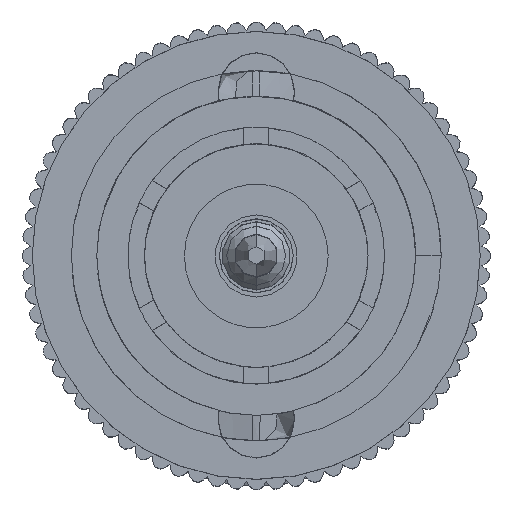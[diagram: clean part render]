
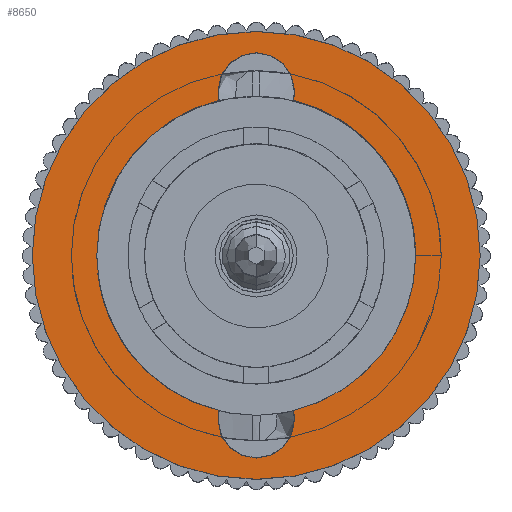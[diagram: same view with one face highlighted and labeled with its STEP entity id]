
A CAD part, top view. The second image highlights one B-rep face of the part: STEP entity #8650.
In plain terms, the highlighted planar face has unit normal (0, 0, 1).
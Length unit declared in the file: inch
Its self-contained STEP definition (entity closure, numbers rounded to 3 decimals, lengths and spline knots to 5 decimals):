
#54 = VERTEX_POINT ( 'NONE', #4216 ) ;
#107 = DIRECTION ( 'NONE',  ( 1., 0., 0. ) ) ;
#157 = DIRECTION ( 'NONE',  ( 1., 0., 0. ) ) ;
#210 = EDGE_CURVE ( 'NONE', #745, #5636, #2736, .T. ) ;
#293 = CARTESIAN_POINT ( 'NONE',  ( 0., -0.2, 0. ) ) ;
#556 = DIRECTION ( 'NONE',  ( 0., 0., 1. ) ) ;
#745 = VERTEX_POINT ( 'NONE', #1446 ) ;
#789 = DIRECTION ( 'NONE',  ( 0., 0., 1. ) ) ;
#981 = DIRECTION ( 'NONE',  ( 1., 0., 0. ) ) ;
#1185 = EDGE_CURVE ( 'NONE', #54, #12863, #7631, .T. ) ;
#1230 = AXIS2_PLACEMENT_3D ( 'NONE', #12133, #13121, #11004 ) ;
#1333 = CIRCLE ( 'NONE', #6039, 0.194 ) ;
#1446 = CARTESIAN_POINT ( 'NONE',  ( -0.194, 0., 0. ) ) ;
#1595 = ORIENTED_EDGE ( 'NONE', *, *, #13185, .T. ) ;
#1603 = DIRECTION ( 'NONE',  ( 1., 0., 0. ) ) ;
#1615 = CARTESIAN_POINT ( 'NONE',  ( -0.0451, -0.18868, 0. ) ) ;
#1970 = CIRCLE ( 'NONE', #7122, 0.0465 ) ;
#2467 = EDGE_CURVE ( 'NONE', #4112, #12035, #9996, .T. ) ;
#2483 = DIRECTION ( 'NONE',  ( 1., 0., 0. ) ) ;
#2662 = FACE_BOUND ( 'NONE', #5825, .T. ) ;
#2736 = CIRCLE ( 'NONE', #4532, 0.194 ) ;
#2763 = EDGE_CURVE ( 'NONE', #6651, #11531, #11796, .T. ) ;
#2957 = CARTESIAN_POINT ( 'NONE',  ( 0., 0.2, 0. ) ) ;
#3211 = ORIENTED_EDGE ( 'NONE', *, *, #11230, .F. ) ;
#3247 = EDGE_LOOP ( 'NONE', ( #9888, #1595 ) ) ;
#3392 = CIRCLE ( 'NONE', #7431, 0.0465 ) ;
#3435 = ORIENTED_EDGE ( 'NONE', *, *, #2763, .F. ) ;
#3527 = AXIS2_PLACEMENT_3D ( 'NONE', #2957, #556, #3729 ) ;
#3576 = AXIS2_PLACEMENT_3D ( 'NONE', #8433, #5064, #981 ) ;
#3729 = DIRECTION ( 'NONE',  ( -1., 0., 0. ) ) ;
#3759 = CIRCLE ( 'NONE', #3527, 0.0465 ) ;
#4100 = CARTESIAN_POINT ( 'NONE',  ( 0.0451, 0.18868, 0. ) ) ;
#4105 = ORIENTED_EDGE ( 'NONE', *, *, #8266, .F. ) ;
#4112 = VERTEX_POINT ( 'NONE', #11217 ) ;
#4134 = CARTESIAN_POINT ( 'NONE',  ( -0.2725, 0., 0. ) ) ;
#4216 = CARTESIAN_POINT ( 'NONE',  ( 0.0465, 0.2, 0. ) ) ;
#4532 = AXIS2_PLACEMENT_3D ( 'NONE', #12869, #11165, #9979 ) ;
#4550 = DIRECTION ( 'NONE',  ( 0., 0., 1. ) ) ;
#4775 = CARTESIAN_POINT ( 'NONE',  ( -0.0451, 0.18868, 0. ) ) ;
#4839 = PLANE ( 'NONE',  #5199 ) ;
#4875 = CARTESIAN_POINT ( 'NONE',  ( 0., 0.2, 0. ) ) ;
#5064 = DIRECTION ( 'NONE',  ( 0., 0., 1. ) ) ;
#5199 = AXIS2_PLACEMENT_3D ( 'NONE', #7990, #11250, #1603 ) ;
#5636 = VERTEX_POINT ( 'NONE', #1615 ) ;
#5775 = ORIENTED_EDGE ( 'NONE', *, *, #9568, .F. ) ;
#5825 = EDGE_LOOP ( 'NONE', ( #3211, #5775, #7547, #4105, #10099, #12560, #8822, #3435, #9370, #7277 ) ) ;
#5835 = CARTESIAN_POINT ( 'NONE',  ( 0.0465, -0.2, 0. ) ) ;
#5869 = DIRECTION ( 'NONE',  ( 1., 0., 0. ) ) ;
#5905 = DIRECTION ( 'NONE',  ( 0., 0., 1. ) ) ;
#6039 = AXIS2_PLACEMENT_3D ( 'NONE', #10433, #10304, #5869 ) ;
#6161 = EDGE_CURVE ( 'NONE', #12404, #12747, #11331, .T. ) ;
#6618 = CARTESIAN_POINT ( 'NONE',  ( -0.0465, -0.2, 0. ) ) ;
#6651 = VERTEX_POINT ( 'NONE', #6618 ) ;
#6940 = FACE_OUTER_BOUND ( 'NONE', #3247, .T. ) ;
#6949 = DIRECTION ( 'NONE',  ( 1., 0., 0. ) ) ;
#7122 = AXIS2_PLACEMENT_3D ( 'NONE', #10745, #4550, #107 ) ;
#7277 = ORIENTED_EDGE ( 'NONE', *, *, #210, .F. ) ;
#7428 = VERTEX_POINT ( 'NONE', #4775 ) ;
#7431 = AXIS2_PLACEMENT_3D ( 'NONE', #4875, #9159, #13463 ) ;
#7547 = ORIENTED_EDGE ( 'NONE', *, *, #1185, .F. ) ;
#7631 = CIRCLE ( 'NONE', #12578, 0.0465 ) ;
#7676 = DIRECTION ( 'NONE',  ( 0., 0., 1. ) ) ;
#7859 = EDGE_CURVE ( 'NONE', #11531, #10992, #1970, .T. ) ;
#7933 = CARTESIAN_POINT ( 'NONE',  ( 0., -0.2, 0. ) ) ;
#7990 = CARTESIAN_POINT ( 'NONE',  ( 0.2725, 0., 0. ) ) ;
#8152 = CARTESIAN_POINT ( 'NONE',  ( 0., 0.2, 0. ) ) ;
#8266 = EDGE_CURVE ( 'NONE', #12035, #54, #3759, .T. ) ;
#8267 = CIRCLE ( 'NONE', #13667, 0.0465 ) ;
#8433 = CARTESIAN_POINT ( 'NONE',  ( 0., 0., 0. ) ) ;
#8477 = CARTESIAN_POINT ( 'NONE',  ( 0., 0., 0. ) ) ;
#8570 = CARTESIAN_POINT ( 'NONE',  ( -0.0465, 0.2, 0. ) ) ;
#8649 = CARTESIAN_POINT ( 'NONE',  ( 0.2725, 0., 0. ) ) ;
#8650 = ADVANCED_FACE ( 'NONE', ( #2662, #6940 ), #4839, .T. ) ;
#8726 = CIRCLE ( 'NONE', #3576, 0.194 ) ;
#8817 = DIRECTION ( 'NONE',  ( -1., 0., 0. ) ) ;
#8822 = ORIENTED_EDGE ( 'NONE', *, *, #7859, .F. ) ;
#9159 = DIRECTION ( 'NONE',  ( 0., 0., 1. ) ) ;
#9253 = DIRECTION ( 'NONE',  ( 1., 0., 0. ) ) ;
#9370 = ORIENTED_EDGE ( 'NONE', *, *, #13793, .F. ) ;
#9568 = EDGE_CURVE ( 'NONE', #12863, #7428, #3392, .T. ) ;
#9888 = ORIENTED_EDGE ( 'NONE', *, *, #6161, .T. ) ;
#9979 = DIRECTION ( 'NONE',  ( 1., 0., 0. ) ) ;
#9996 = CIRCLE ( 'NONE', #1230, 0.194 ) ;
#10099 = ORIENTED_EDGE ( 'NONE', *, *, #2467, .F. ) ;
#10304 = DIRECTION ( 'NONE',  ( 0., 0., 1. ) ) ;
#10433 = CARTESIAN_POINT ( 'NONE',  ( 0., 0., 0. ) ) ;
#10439 = CARTESIAN_POINT ( 'NONE',  ( 0., 0., 0. ) ) ;
#10745 = CARTESIAN_POINT ( 'NONE',  ( 0., -0.2, 0. ) ) ;
#10992 = VERTEX_POINT ( 'NONE', #12890 ) ;
#11004 = DIRECTION ( 'NONE',  ( 1., 0., 0. ) ) ;
#11165 = DIRECTION ( 'NONE',  ( 0., 0., 1. ) ) ;
#11217 = CARTESIAN_POINT ( 'NONE',  ( 0.194, 0., 0. ) ) ;
#11230 = EDGE_CURVE ( 'NONE', #7428, #745, #8726, .T. ) ;
#11250 = DIRECTION ( 'NONE',  ( 0., 0., 1. ) ) ;
#11321 = AXIS2_PLACEMENT_3D ( 'NONE', #10439, #789, #157 ) ;
#11331 = CIRCLE ( 'NONE', #11321, 0.2725 ) ;
#11393 = CIRCLE ( 'NONE', #13872, 0.2725 ) ;
#11531 = VERTEX_POINT ( 'NONE', #5835 ) ;
#11796 = CIRCLE ( 'NONE', #13596, 0.0465 ) ;
#11856 = EDGE_CURVE ( 'NONE', #10992, #4112, #1333, .T. ) ;
#12035 = VERTEX_POINT ( 'NONE', #4100 ) ;
#12133 = CARTESIAN_POINT ( 'NONE',  ( 0., 0., 0. ) ) ;
#12404 = VERTEX_POINT ( 'NONE', #8649 ) ;
#12560 = ORIENTED_EDGE ( 'NONE', *, *, #11856, .F. ) ;
#12578 = AXIS2_PLACEMENT_3D ( 'NONE', #8152, #13519, #8817 ) ;
#12747 = VERTEX_POINT ( 'NONE', #4134 ) ;
#12777 = DIRECTION ( 'NONE',  ( 0., 0., 1. ) ) ;
#12863 = VERTEX_POINT ( 'NONE', #8570 ) ;
#12869 = CARTESIAN_POINT ( 'NONE',  ( 0., 0., 0. ) ) ;
#12890 = CARTESIAN_POINT ( 'NONE',  ( 0.0451, -0.18868, 0. ) ) ;
#13121 = DIRECTION ( 'NONE',  ( 0., 0., 1. ) ) ;
#13185 = EDGE_CURVE ( 'NONE', #12747, #12404, #11393, .T. ) ;
#13463 = DIRECTION ( 'NONE',  ( -1., 0., 0. ) ) ;
#13519 = DIRECTION ( 'NONE',  ( 0., 0., 1. ) ) ;
#13596 = AXIS2_PLACEMENT_3D ( 'NONE', #293, #7676, #2483 ) ;
#13667 = AXIS2_PLACEMENT_3D ( 'NONE', #7933, #5905, #6949 ) ;
#13793 = EDGE_CURVE ( 'NONE', #5636, #6651, #8267, .T. ) ;
#13872 = AXIS2_PLACEMENT_3D ( 'NONE', #8477, #12777, #9253 ) ;
